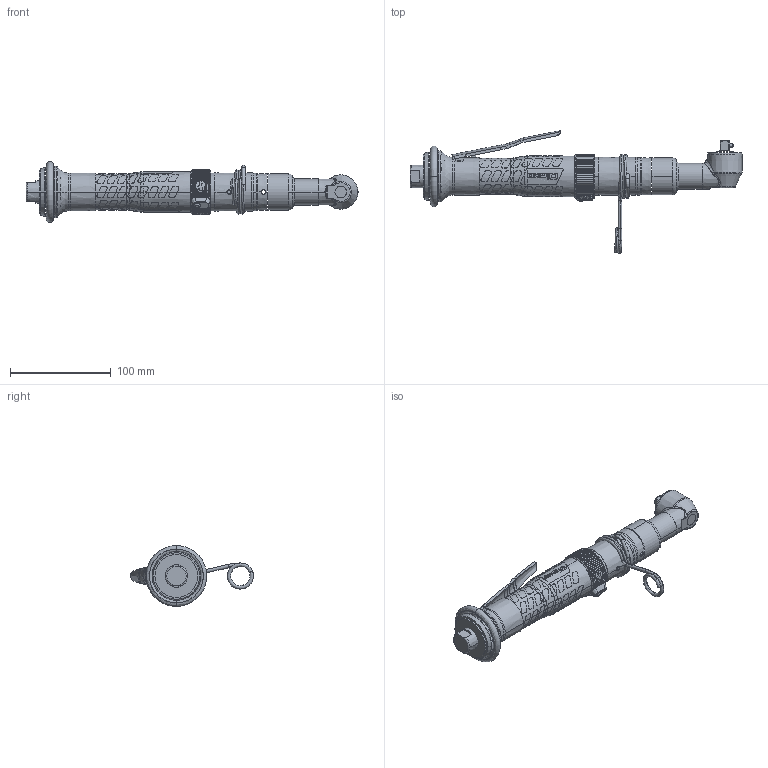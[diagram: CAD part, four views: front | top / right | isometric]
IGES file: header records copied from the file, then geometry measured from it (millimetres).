
Start section:  PTC IGES file: 34ras36ax3_sw0001.igs
Global section: file name: 34ras36ax3_sw0001.igs; native system: Pro/ENGINEER by Parametric Technology Corporation; preprocessor: 2002310; author: HouseR; organization: Unknown; date: 060223.074731; units: inch
Bounding box: 329.44 x 121.86 x 60.45 mm (x, y, z)
Surface area: 79828.4 mm2 (no closed solid volume)
Topology: 0 solids, 0 shells, 517 faces, 3030 edges, 3026 vertices
Faces by surface type: revolution 363, bspline 144, extrusion 10
